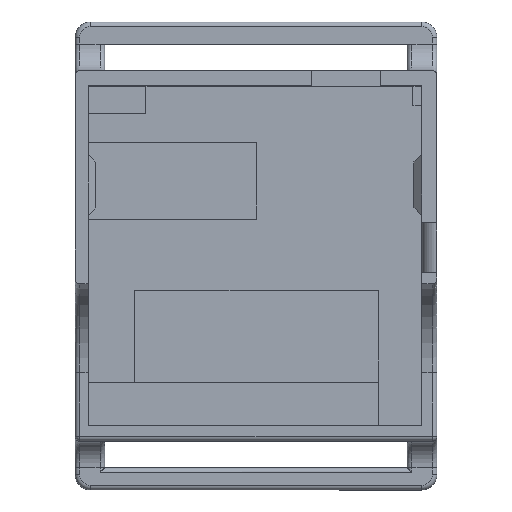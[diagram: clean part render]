
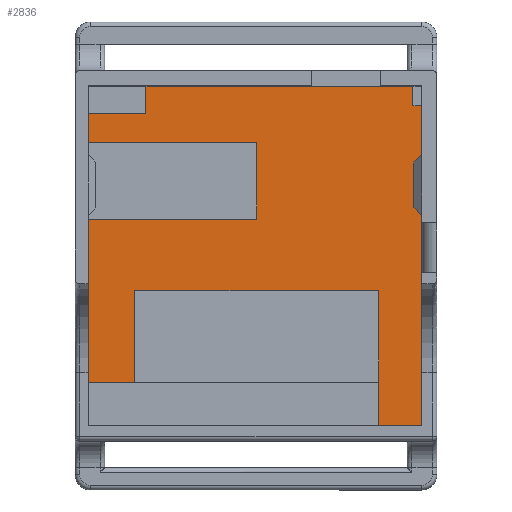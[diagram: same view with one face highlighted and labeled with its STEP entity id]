
A CAD part, top view. The second image highlights one B-rep face of the part: STEP entity #2836.
In plain terms, the highlighted planar face has unit normal (0, 0, 1).
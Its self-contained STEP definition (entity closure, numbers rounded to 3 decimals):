
#416=FACE_OUTER_BOUND('',#586,.T.);
#586=EDGE_LOOP('',(#2480,#2481,#2482,#2483,#2484,#2485,#2486,#2487,#2488,
#2489,#2490,#2491,#2492,#2493,#2494,#2495));
#616=LINE('',#4093,#875);
#621=LINE('',#4102,#880);
#790=LINE('',#4771,#1049);
#821=LINE('',#4834,#1080);
#826=LINE('',#4848,#1085);
#827=LINE('',#4850,#1086);
#828=LINE('',#4852,#1087);
#829=LINE('',#4854,#1088);
#830=LINE('',#4856,#1089);
#831=LINE('',#4858,#1090);
#832=LINE('',#4860,#1091);
#833=LINE('',#4862,#1092);
#834=LINE('',#4863,#1093);
#835=LINE('',#4865,#1094);
#836=LINE('',#4867,#1095);
#837=LINE('',#4868,#1096);
#875=VECTOR('',#3199,10.);
#880=VECTOR('',#3206,10.);
#1049=VECTOR('',#3903,10.);
#1080=VECTOR('',#3968,10.);
#1085=VECTOR('',#3985,10.);
#1086=VECTOR('',#3986,10.);
#1087=VECTOR('',#3987,10.);
#1088=VECTOR('',#3988,10.);
#1089=VECTOR('',#3989,10.);
#1090=VECTOR('',#3990,10.);
#1091=VECTOR('',#3991,10.);
#1092=VECTOR('',#3992,10.);
#1093=VECTOR('',#3993,10.);
#1094=VECTOR('',#3994,10.);
#1095=VECTOR('',#3995,10.);
#1096=VECTOR('',#3996,10.);
#1133=VERTEX_POINT('',#4090);
#1134=VERTEX_POINT('',#4092);
#1137=VERTEX_POINT('',#4100);
#1336=VERTEX_POINT('',#4768);
#1337=VERTEX_POINT('',#4770);
#1354=VERTEX_POINT('',#4846);
#1355=VERTEX_POINT('',#4847);
#1356=VERTEX_POINT('',#4849);
#1357=VERTEX_POINT('',#4851);
#1358=VERTEX_POINT('',#4853);
#1359=VERTEX_POINT('',#4855);
#1360=VERTEX_POINT('',#4857);
#1361=VERTEX_POINT('',#4859);
#1362=VERTEX_POINT('',#4861);
#1363=VERTEX_POINT('',#4864);
#1364=VERTEX_POINT('',#4866);
#1385=EDGE_CURVE('',#1134,#1133,#616,.T.);
#1390=EDGE_CURVE('',#1133,#1137,#621,.T.);
#1711=EDGE_CURVE('',#1337,#1336,#790,.T.);
#1743=EDGE_CURVE('',#1137,#1337,#821,.T.);
#1748=EDGE_CURVE('',#1354,#1355,#826,.T.);
#1749=EDGE_CURVE('',#1355,#1356,#827,.T.);
#1750=EDGE_CURVE('',#1356,#1357,#828,.T.);
#1751=EDGE_CURVE('',#1357,#1358,#829,.T.);
#1752=EDGE_CURVE('',#1358,#1359,#830,.T.);
#1753=EDGE_CURVE('',#1359,#1360,#831,.T.);
#1754=EDGE_CURVE('',#1360,#1361,#832,.T.);
#1755=EDGE_CURVE('',#1361,#1362,#833,.T.);
#1756=EDGE_CURVE('',#1362,#1134,#834,.T.);
#1757=EDGE_CURVE('',#1336,#1363,#835,.T.);
#1758=EDGE_CURVE('',#1363,#1364,#836,.T.);
#1759=EDGE_CURVE('',#1354,#1364,#837,.F.);
#2480=ORIENTED_EDGE('',*,*,#1748,.T.);
#2481=ORIENTED_EDGE('',*,*,#1749,.T.);
#2482=ORIENTED_EDGE('',*,*,#1750,.T.);
#2483=ORIENTED_EDGE('',*,*,#1751,.T.);
#2484=ORIENTED_EDGE('',*,*,#1752,.T.);
#2485=ORIENTED_EDGE('',*,*,#1753,.T.);
#2486=ORIENTED_EDGE('',*,*,#1754,.T.);
#2487=ORIENTED_EDGE('',*,*,#1755,.T.);
#2488=ORIENTED_EDGE('',*,*,#1756,.T.);
#2489=ORIENTED_EDGE('',*,*,#1385,.T.);
#2490=ORIENTED_EDGE('',*,*,#1390,.T.);
#2491=ORIENTED_EDGE('',*,*,#1743,.T.);
#2492=ORIENTED_EDGE('',*,*,#1711,.T.);
#2493=ORIENTED_EDGE('',*,*,#1757,.T.);
#2494=ORIENTED_EDGE('',*,*,#1758,.T.);
#2495=ORIENTED_EDGE('',*,*,#1759,.F.);
#2674=PLANE('',#3162);
#2836=ADVANCED_FACE('',(#416),#2674,.F.);
#3162=AXIS2_PLACEMENT_3D('',#4845,#3983,#3984);
#3199=DIRECTION('',(1.,0.,0.));
#3206=DIRECTION('',(0.,-1.,0.));
#3903=DIRECTION('',(0.,1.,0.));
#3968=DIRECTION('',(1.,0.,0.));
#3983=DIRECTION('center_axis',(0.,0.,-1.));
#3984=DIRECTION('ref_axis',(-1.,0.,0.));
#3985=DIRECTION('',(0.,-1.,0.));
#3986=DIRECTION('',(-1.,0.,0.));
#3987=DIRECTION('',(0.,-1.,0.));
#3988=DIRECTION('',(1.,0.,0.));
#3989=DIRECTION('',(0.,-1.,0.));
#3990=DIRECTION('',(-1.,0.,0.));
#3991=DIRECTION('',(0.,-1.,0.));
#3992=DIRECTION('',(1.,0.,0.));
#3993=DIRECTION('',(0.,1.,0.));
#3994=DIRECTION('',(-1.,0.,0.));
#3995=DIRECTION('',(0.,1.,0.));
#3996=DIRECTION('',(-1.,0.,0.));
#4090=CARTESIAN_POINT('',(38.508,20.724,-1.8));
#4092=CARTESIAN_POINT('',(6.508,20.724,-1.8));
#4093=CARTESIAN_POINT('',(30.393,20.724,-1.8));
#4100=CARTESIAN_POINT('',(38.508,2.977,-1.8));
#4102=CARTESIAN_POINT('',(38.508,14.171,-1.8));
#4768=CARTESIAN_POINT('',(44.148,45.,-1.8));
#4770=CARTESIAN_POINT('',(44.148,2.977,-1.8));
#4771=CARTESIAN_POINT('',(44.148,36.361,-1.8));
#4834=CARTESIAN_POINT('',(33.163,2.977,-1.8));
#4845=CARTESIAN_POINT('Origin',(22.278,25.266,-1.8));
#4846=CARTESIAN_POINT('',(8.,47.556,-1.8));
#4847=CARTESIAN_POINT('',(8.,44.,-1.8));
#4848=CARTESIAN_POINT('',(8.,34.633,-1.8));
#4849=CARTESIAN_POINT('',(0.408,44.,-1.8));
#4850=CARTESIAN_POINT('',(11.393,44.,-1.8));
#4851=CARTESIAN_POINT('',(0.408,40.111,-1.8));
#4852=CARTESIAN_POINT('',(0.408,14.171,-1.8));
#4853=CARTESIAN_POINT('',(22.508,40.111,-1.8));
#4854=CARTESIAN_POINT('',(22.393,40.111,-1.8));
#4855=CARTESIAN_POINT('',(22.508,30.111,-1.8));
#4856=CARTESIAN_POINT('',(22.508,27.689,-1.8));
#4857=CARTESIAN_POINT('',(0.408,30.111,-1.8));
#4858=CARTESIAN_POINT('',(11.393,30.111,-1.8));
#4859=CARTESIAN_POINT('',(0.408,8.724,-1.8));
#4860=CARTESIAN_POINT('',(0.408,14.171,-1.8));
#4861=CARTESIAN_POINT('',(6.508,8.724,-1.8));
#4862=CARTESIAN_POINT('',(14.393,8.724,-1.8));
#4863=CARTESIAN_POINT('',(6.508,22.995,-1.8));
#4864=CARTESIAN_POINT('',(43.,45.,-1.8));
#4865=CARTESIAN_POINT('',(30.139,45.,-1.8));
#4866=CARTESIAN_POINT('',(43.,47.556,-1.8));
#4867=CARTESIAN_POINT('',(43.,36.361,-1.8));
#4868=CARTESIAN_POINT('',(11.393,47.556,-1.8));
